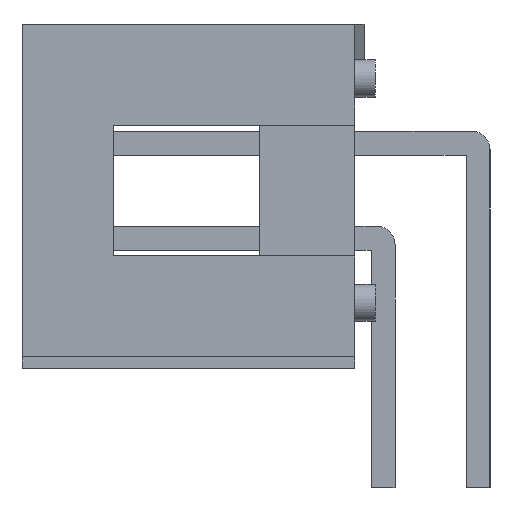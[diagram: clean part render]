
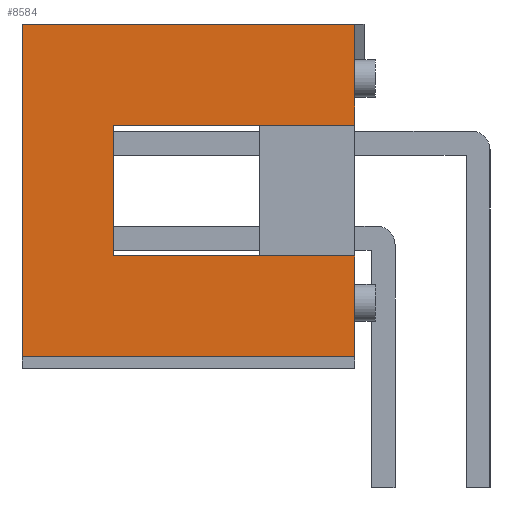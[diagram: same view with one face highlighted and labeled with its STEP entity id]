
A CAD part, left-side view. The second image highlights one B-rep face of the part: STEP entity #8584.
In plain terms, the highlighted planar face has unit normal (-1, 0, 0).
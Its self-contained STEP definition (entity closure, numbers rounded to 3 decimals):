
#7172=CARTESIAN_POINT('',(-13.97,8.48,6.5));
#7173=VERTEX_POINT('',#7172);
#7180=CARTESIAN_POINT('',(-13.97,8.48,3.));
#7181=VERTEX_POINT('',#7180);
#7182=CARTESIAN_POINT('',(-13.97,8.48,4.75));
#7183=DIRECTION('',(-0.0,-0.0,1.0));
#7184=VECTOR('',#7183,1.0);
#7185=LINE('',#7182,#7184);
#7186=EDGE_CURVE('n� 1100',#7181,#7173,#7185,.T.);
#7210=CARTESIAN_POINT('',(-13.97,2.03,6.5));
#7211=VERTEX_POINT('',#7210);
#7218=CARTESIAN_POINT('',(-13.97,6.48,6.5));
#7219=DIRECTION('',(-0.0,-1.0,-0.0));
#7220=VECTOR('',#7219,1.0);
#7221=LINE('',#7218,#7220);
#7222=EDGE_CURVE('n� 1099',#7173,#7211,#7221,.T.);
#7234=CARTESIAN_POINT('',(-13.97,2.03,3.));
#7235=VERTEX_POINT('',#7234);
#7236=CARTESIAN_POINT('',(-13.97,6.48,3.));
#7237=DIRECTION('',(-0.0,1.0,0.));
#7238=VECTOR('',#7237,1.0);
#7239=LINE('',#7236,#7238);
#7240=EDGE_CURVE('n� 1093',#7235,#7181,#7239,.T.);
#7804=CARTESIAN_POINT('',(-13.97,10.93,0.3));
#7805=VERTEX_POINT('',#7804);
#7812=CARTESIAN_POINT('',(-13.97,10.93,9.2));
#7813=VERTEX_POINT('',#7812);
#7814=CARTESIAN_POINT('',(-13.97,10.93,4.75));
#7815=DIRECTION('',(0.0,0.0,-1.0));
#7816=VECTOR('',#7815,1.0);
#7817=LINE('',#7814,#7816);
#7818=EDGE_CURVE('n� 1096',#7813,#7805,#7817,.T.);
#8511=CARTESIAN_POINT('',(-13.97,2.03,9.2));
#8512=VERTEX_POINT('',#8511);
#8513=CARTESIAN_POINT('',(-13.97,6.48,9.2));
#8514=DIRECTION('',(0.0,1.0,0.0));
#8515=VECTOR('',#8514,1.0);
#8516=LINE('',#8513,#8515);
#8517=EDGE_CURVE('n� 1097',#8512,#7813,#8516,.T.);
#8552=CARTESIAN_POINT('',(-13.97,2.03,0.3));
#8553=VERTEX_POINT('',#8552);
#8554=CARTESIAN_POINT('',(-13.97,2.03,4.6));
#8555=DIRECTION('',(0.0,0.0,-1.0));
#8556=VECTOR('',#8555,1.0);
#8557=LINE('',#8554,#8556);
#8558=EDGE_CURVE('n� 113',#7235,#8553,#8557,.T.);
#8559=ORIENTED_EDGE('',*,*,#8558,.F.);
#8560=ORIENTED_EDGE('',*,*,#7240,.T.);
#8561=ORIENTED_EDGE('',*,*,#7186,.T.);
#8562=ORIENTED_EDGE('',*,*,#7222,.T.);
#8563=CARTESIAN_POINT('',(-13.97,2.03,4.6));
#8564=DIRECTION('',(0.0,0.0,-1.0));
#8565=VECTOR('',#8564,1.0);
#8566=LINE('',#8563,#8565);
#8567=EDGE_CURVE('n� 117',#8512,#7211,#8566,.T.);
#8568=ORIENTED_EDGE('',*,*,#8567,.F.);
#8569=ORIENTED_EDGE('',*,*,#8517,.T.);
#8570=ORIENTED_EDGE('',*,*,#7818,.T.);
#8571=CARTESIAN_POINT('',(-13.97,6.48,0.3));
#8572=DIRECTION('',(0.0,1.0,0.0));
#8573=VECTOR('',#8572,1.0);
#8574=LINE('',#8571,#8573);
#8575=EDGE_CURVE('n� 1074',#8553,#7805,#8574,.T.);
#8576=ORIENTED_EDGE('',*,*,#8575,.F.);
#8577=EDGE_LOOP('',(#8559,#8560,#8561,#8562,#8568,#8569,#8570,#8576));
#8578=FACE_OUTER_BOUND('',#8577,.T.);
#8579=CARTESIAN_POINT('',(-13.97,2.03,0.3));
#8580=DIRECTION('',(-1.0,0.0,0.0));
#8581=DIRECTION('',(0.0,-0.0,1.0));
#8582=AXIS2_PLACEMENT_3D('',#8579,#8580,#8581);
#8583=PLANE('',#8582);
#8584=ADVANCED_FACE('n� 1090',(#8578),#8583,.T.);
